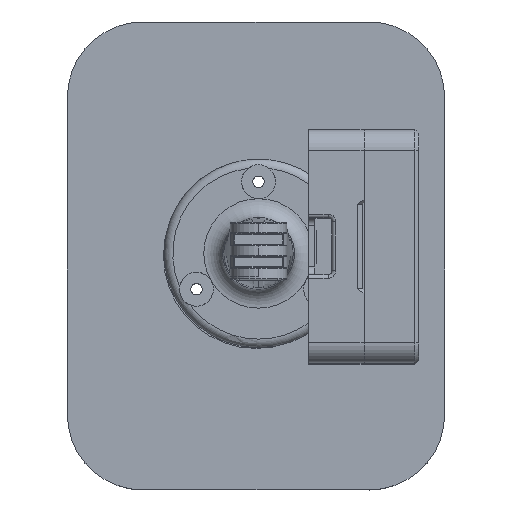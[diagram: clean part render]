
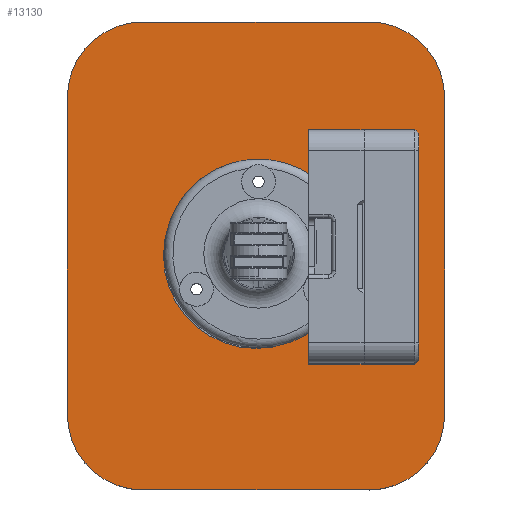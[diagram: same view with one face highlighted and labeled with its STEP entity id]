
A CAD part, top view. The second image highlights one B-rep face of the part: STEP entity #13130.
In plain terms, the highlighted face is planar.
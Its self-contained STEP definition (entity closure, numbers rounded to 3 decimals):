
#515=FACE_BOUND('',#2353,.T.);
#824=PLANE('',#14417);
#1558=FACE_OUTER_BOUND('',#2352,.T.);
#2352=EDGE_LOOP('',(#12120,#12121,#12122,#12123,#12124,#12125,#12126,#12127));
#2353=EDGE_LOOP('',(#12128));
#3416=LINE('',#25903,#4494);
#3421=LINE('',#25917,#4499);
#3425=LINE('',#25929,#4503);
#3429=LINE('',#25941,#4507);
#4494=VECTOR('',#17960,10.);
#4499=VECTOR('',#17973,10.);
#4503=VECTOR('',#17985,10.);
#4507=VECTOR('',#17997,10.);
#5094=CIRCLE('',#14397,24.5);
#5096=CIRCLE('',#14402,20.);
#5098=CIRCLE('',#14406,20.);
#5100=CIRCLE('',#14410,20.);
#5102=CIRCLE('',#14414,20.);
#6306=VERTEX_POINT('',#25894);
#6308=VERTEX_POINT('',#25901);
#6309=VERTEX_POINT('',#25902);
#6312=VERTEX_POINT('',#25910);
#6314=VERTEX_POINT('',#25916);
#6316=VERTEX_POINT('',#25922);
#6318=VERTEX_POINT('',#25928);
#6320=VERTEX_POINT('',#25934);
#6322=VERTEX_POINT('',#25940);
#8232=EDGE_CURVE('',#6306,#6306,#5094,.T.);
#8235=EDGE_CURVE('',#6308,#6309,#3416,.T.);
#8239=EDGE_CURVE('',#6312,#6309,#5096,.T.);
#8242=EDGE_CURVE('',#6312,#6314,#3421,.T.);
#8245=EDGE_CURVE('',#6316,#6314,#5098,.T.);
#8248=EDGE_CURVE('',#6316,#6318,#3425,.T.);
#8251=EDGE_CURVE('',#6320,#6318,#5100,.T.);
#8254=EDGE_CURVE('',#6320,#6322,#3429,.T.);
#8257=EDGE_CURVE('',#6308,#6322,#5102,.T.);
#12120=ORIENTED_EDGE('',*,*,#8257,.F.);
#12121=ORIENTED_EDGE('',*,*,#8235,.T.);
#12122=ORIENTED_EDGE('',*,*,#8239,.F.);
#12123=ORIENTED_EDGE('',*,*,#8242,.T.);
#12124=ORIENTED_EDGE('',*,*,#8245,.F.);
#12125=ORIENTED_EDGE('',*,*,#8248,.T.);
#12126=ORIENTED_EDGE('',*,*,#8251,.F.);
#12127=ORIENTED_EDGE('',*,*,#8254,.T.);
#12128=ORIENTED_EDGE('',*,*,#8232,.T.);
#13130=ADVANCED_FACE('',(#1558,#515),#824,.F.);
#14397=AXIS2_PLACEMENT_3D('',#25895,#17951,#17952);
#14402=AXIS2_PLACEMENT_3D('',#25911,#17966,#17967);
#14406=AXIS2_PLACEMENT_3D('',#25923,#17978,#17979);
#14410=AXIS2_PLACEMENT_3D('',#25935,#17990,#17991);
#14414=AXIS2_PLACEMENT_3D('',#25946,#18002,#18003);
#14417=AXIS2_PLACEMENT_3D('',#25949,#18008,#18009);
#17951=DIRECTION('center_axis',(0.,1.,0.));
#17952=DIRECTION('ref_axis',(-1.,0.,0.));
#17960=DIRECTION('',(-1.,0.,0.));
#17966=DIRECTION('center_axis',(0.,1.,0.));
#17967=DIRECTION('ref_axis',(-1.,0.,0.));
#17973=DIRECTION('',(0.,0.,-1.));
#17978=DIRECTION('center_axis',(0.,1.,0.));
#17979=DIRECTION('ref_axis',(0.,0.,
-1.));
#17985=DIRECTION('',(1.,0.,0.));
#17990=DIRECTION('center_axis',(0.,1.,0.));
#17991=DIRECTION('ref_axis',(1.,0.,0.));
#17997=DIRECTION('',(0.,0.,1.));
#18002=DIRECTION('center_axis',(0.,1.,0.));
#18003=DIRECTION('ref_axis',(0.,0.,
1.));
#18008=DIRECTION('center_axis',(0.,1.,0.));
#18009=DIRECTION('ref_axis',(-1.,0.,0.));
#25894=CARTESIAN_POINT('',(24.5,62.,0.));
#25895=CARTESIAN_POINT('Origin',(0.,62.,0.));
#25901=CARTESIAN_POINT('',(42.,62.,50.));
#25902=CARTESIAN_POINT('',(-42.,62.,50.));
#25903=CARTESIAN_POINT('',(42.,62.,50.));
#25910=CARTESIAN_POINT('',(-62.,62.,30.));
#25911=CARTESIAN_POINT('Origin',(-42.,62.,30.));
#25916=CARTESIAN_POINT('',(-62.,62.,-30.));
#25917=CARTESIAN_POINT('',(-62.,62.,30.));
#25922=CARTESIAN_POINT('',(-42.,62.,-50.));
#25923=CARTESIAN_POINT('Origin',(-42.,62.,-30.));
#25928=CARTESIAN_POINT('',(42.,62.,-50.));
#25929=CARTESIAN_POINT('',(-42.,62.,-50.));
#25934=CARTESIAN_POINT('',(62.,62.,-30.));
#25935=CARTESIAN_POINT('Origin',(42.,62.,-30.));
#25940=CARTESIAN_POINT('',(62.,62.,30.));
#25941=CARTESIAN_POINT('',(62.,62.,-30.));
#25946=CARTESIAN_POINT('Origin',(42.,62.,30.));
#25949=CARTESIAN_POINT('Origin',(0.,62.,0.));
